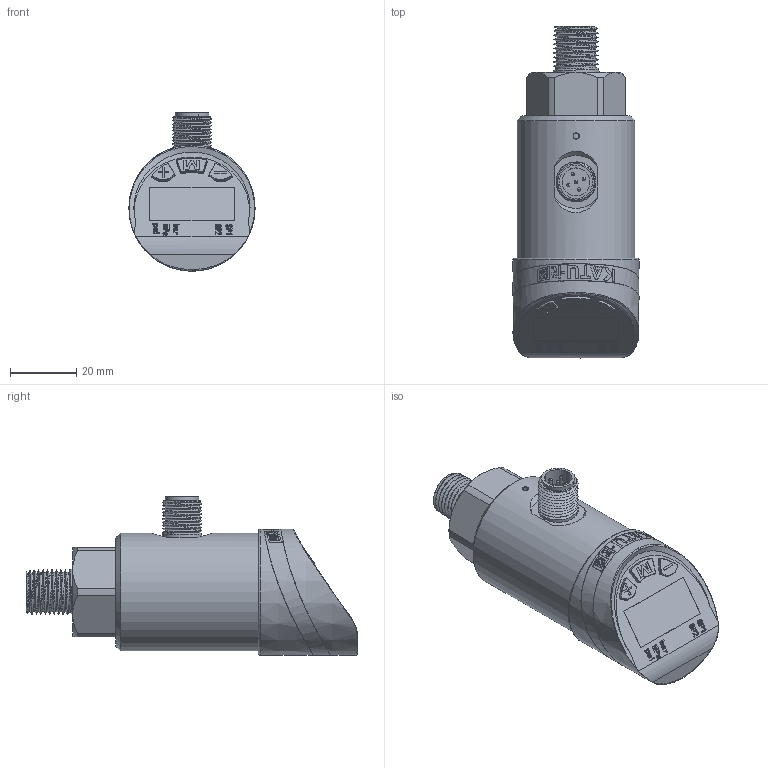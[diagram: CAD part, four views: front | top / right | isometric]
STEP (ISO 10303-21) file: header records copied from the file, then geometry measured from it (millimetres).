
FILE_DESCRIPTION(/* description */ (''),/* implementation_level */ '2;1');
FILE_NAME(/* name */ 'PS500-R14M PS500压力传感器R14外螺纹连接.stp',/* time_stamp */ '2023-02-20T14:47:55+08:00',/* author */ (''),/* organization */ (''),/* preprocessor_version */ 'ST-DEVELOPER v16',/* originating_system */ 'SIEMENS PLM Software NX 10.0',/* authorisation */ '');
FILE_SCHEMA (('CONFIG_CONTROL_DESIGN'));
Length unit declared in the file: millimetre
Products named in the file (7): PS500-R14M_id6_x_t; PS500-R14M_id10_x_t; PS500-R14M_id14_x_t; PS500-R14M_id18_x_t; PS500-R14M_id22_x_t; PS500-R14M_id26_x_t; PS500-R14M_x_t
Assembly tree (6 placements, depth 2):
  PS500-R14M_x_t
    PS500-R14M_id26_x_t
    PS500-R14M_id22_x_t
    PS500-R14M_id18_x_t
    PS500-R14M_id14_x_t
    PS500-R14M_id10_x_t
    PS500-R14M_id6_x_t
Bounding box: 38 x 100 x 47.7 mm (x, y, z)
Volume: 60295.7 mm3; surface area: 23611.1 mm2
Topology: 6 solids, 10 shells, 752 faces, 1949 edges, 1274 vertices
Faces by surface type: plane 348, extrusion 130, cylinder 113, cone 76, bspline 45, torus 30, sphere 10
Full cylindrical faces by diameter (mm): 1.689 x1, 2.7 x6, 3 x1, 3.5 x3, 11 x1, 23 x3, 26 x5, 35.5 x2
Entity records: 31866 total; most frequent: CARTESIAN_POINT 14259, ORIENTED_EDGE 3746, DIRECTION 2909, EDGE_CURVE 1873, VERTEX_POINT 1252, AXIS2_PLACEMENT_3D 1048, EDGE_LOOP 873, B_SPLINE_CURVE_WITH_KNOTS 836
